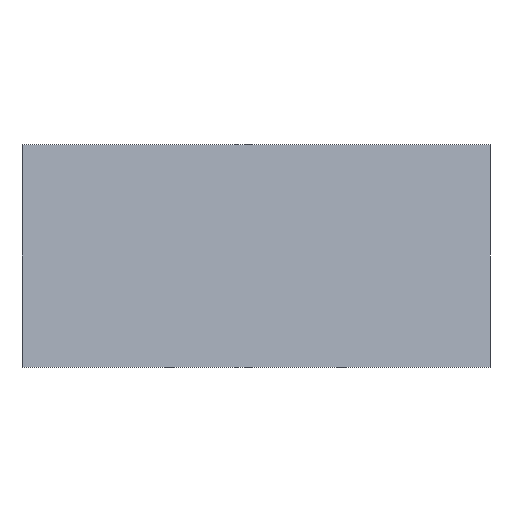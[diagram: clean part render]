
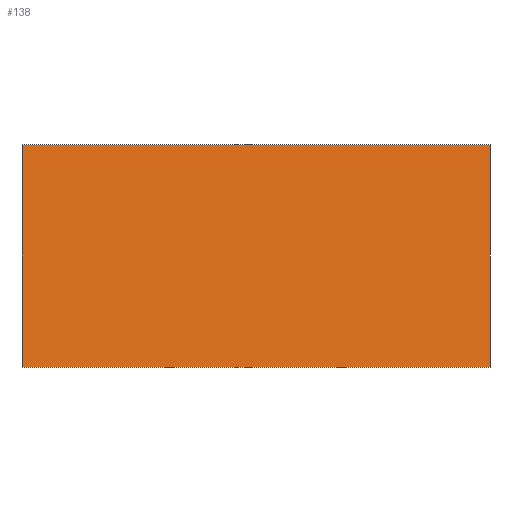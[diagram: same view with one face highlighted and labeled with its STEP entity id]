
A CAD part, front view. The second image highlights one B-rep face of the part: STEP entity #138.
In plain terms, the highlighted planar face has unit normal (0, -0.99, 0.143).
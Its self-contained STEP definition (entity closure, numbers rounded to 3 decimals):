
#42 = EDGE_LOOP ( 'NONE', ( #2574, #1307, #1788, #2689 ) ) ;
#45 = CARTESIAN_POINT ( 'NONE',  ( 215.66, -3., 2.3 ) ) ;
#126 = CARTESIAN_POINT ( 'NONE',  ( 215.66, -18., -101.36 ) ) ;
#138 = ADVANCED_FACE ( 'NONE', ( #1731 ), #1949, .T. ) ;
#244 = CARTESIAN_POINT ( 'NONE',  ( -2.3, -18., -101.36 ) ) ;
#282 = CARTESIAN_POINT ( 'NONE',  ( 215.66, -18., -101.36 ) ) ;
#534 = CARTESIAN_POINT ( 'NONE',  ( -2.3, -3., 2.3 ) ) ;
#621 = CARTESIAN_POINT ( 'NONE',  ( 320.4, -18., -101.36 ) ) ;
#857 = DIRECTION ( 'NONE',  ( 0., -0.99, 0.143 ) ) ;
#886 = VERTEX_POINT ( 'NONE', #126 ) ;
#972 = VECTOR ( 'NONE', #2618, 1000. ) ;
#1172 = VERTEX_POINT ( 'NONE', #45 ) ;
#1178 = EDGE_CURVE ( 'NONE', #886, #1172, #2272, .T. ) ;
#1218 = VECTOR ( 'NONE', #2396, 1000. ) ;
#1239 = EDGE_CURVE ( 'NONE', #1388, #1414, #1530, .T. ) ;
#1283 = VECTOR ( 'NONE', #1438, 1000. ) ;
#1307 = ORIENTED_EDGE ( 'NONE', *, *, #1178, .T. ) ;
#1346 = DIRECTION ( 'NONE',  ( 0., -0.143, -0.99 ) ) ;
#1368 = DIRECTION ( 'NONE',  ( 0., 0.143, 0.99 ) ) ;
#1388 = VERTEX_POINT ( 'NONE', #1426 ) ;
#1411 = VECTOR ( 'NONE', #1368, 1000. ) ;
#1414 = VERTEX_POINT ( 'NONE', #534 ) ;
#1426 = CARTESIAN_POINT ( 'NONE',  ( -2.3, -18., -101.36 ) ) ;
#1438 = DIRECTION ( 'NONE',  ( -1., 0., 0. ) ) ;
#1485 = EDGE_CURVE ( 'NONE', #886, #1388, #1884, .T. ) ;
#1530 = LINE ( 'NONE', #244, #1218 ) ;
#1616 = EDGE_CURVE ( 'NONE', #1414, #1172, #2171, .T. ) ;
#1690 = AXIS2_PLACEMENT_3D ( 'NONE', #621, #857, #1346 ) ;
#1731 = FACE_OUTER_BOUND ( 'NONE', #42, .T. ) ;
#1788 = ORIENTED_EDGE ( 'NONE', *, *, #1616, .F. ) ;
#1884 = LINE ( 'NONE', #2143, #1283 ) ;
#1949 = PLANE ( 'NONE',  #1690 ) ;
#1972 = CARTESIAN_POINT ( 'NONE',  ( -2.3, -3., 2.3 ) ) ;
#2143 = CARTESIAN_POINT ( 'NONE',  ( 320.4, -18., -101.36 ) ) ;
#2171 = LINE ( 'NONE', #1972, #972 ) ;
#2272 = LINE ( 'NONE', #282, #1411 ) ;
#2396 = DIRECTION ( 'NONE',  ( 0., 0.143, 0.99 ) ) ;
#2574 = ORIENTED_EDGE ( 'NONE', *, *, #1485, .F. ) ;
#2618 = DIRECTION ( 'NONE',  ( 1., 0., 0. ) ) ;
#2689 = ORIENTED_EDGE ( 'NONE', *, *, #1239, .F. ) ;
